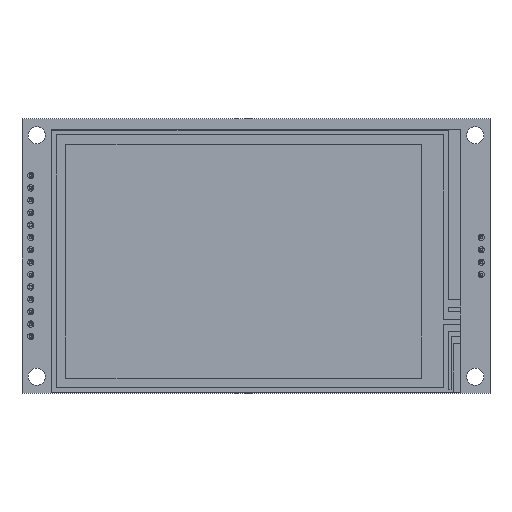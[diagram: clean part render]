
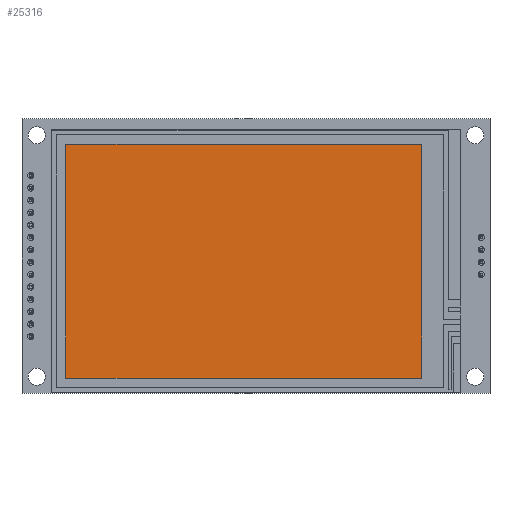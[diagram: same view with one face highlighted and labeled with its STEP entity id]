
A CAD part, top view. The second image highlights one B-rep face of the part: STEP entity #25316.
In plain terms, the highlighted planar face has unit normal (0, 0, 1).
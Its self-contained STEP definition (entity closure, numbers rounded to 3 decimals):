
#25280=AXIS2_PLACEMENT_3D('Plane Axis2P3D',#25277,#25278,#25279) ;
#25277=CARTESIAN_POINT('Axis2P3D Location',(0.,0.,3.2)) ;
#25282=CARTESIAN_POINT('Line Origine',(44.5,51.,3.2)) ;
#25286=CARTESIAN_POINT('Vertex',(81.,51.,3.2)) ;
#25288=CARTESIAN_POINT('Vertex',(8.,51.,3.2)) ;
#25291=CARTESIAN_POINT('Line Origine',(8.,27.,3.2)) ;
#25295=CARTESIAN_POINT('Vertex',(8.,3.,3.2)) ;
#25298=CARTESIAN_POINT('Line Origine',(44.5,3.,3.2)) ;
#25302=CARTESIAN_POINT('Vertex',(81.,3.,3.2)) ;
#25305=CARTESIAN_POINT('Line Origine',(81.,27.,3.2)) ;
#25278=DIRECTION('Axis2P3D Direction',(0.,0.,1.)) ;
#25279=DIRECTION('Axis2P3D XDirection',(1.,0.,0.)) ;
#25283=DIRECTION('Vector Direction',(-1.,0.,0.)) ;
#25292=DIRECTION('Vector Direction',(0.,-1.,0.)) ;
#25299=DIRECTION('Vector Direction',(1.,0.,0.)) ;
#25306=DIRECTION('Vector Direction',(0.,1.,0.)) ;
#25284=VECTOR('Line Direction',#25283,1.) ;
#25293=VECTOR('Line Direction',#25292,1.) ;
#25300=VECTOR('Line Direction',#25299,1.) ;
#25307=VECTOR('Line Direction',#25306,1.) ;
#25311=ORIENTED_EDGE('',*,*,#25290,.T.) ;
#25312=ORIENTED_EDGE('',*,*,#25297,.T.) ;
#25313=ORIENTED_EDGE('',*,*,#25304,.T.) ;
#25314=ORIENTED_EDGE('',*,*,#25309,.T.) ;
#25316=ADVANCED_FACE('Touch2',(#25315),#25281,.T.) ;
#25290=EDGE_CURVE('',#25287,#25289,#25285,.T.) ;
#25297=EDGE_CURVE('',#25289,#25296,#25294,.T.) ;
#25304=EDGE_CURVE('',#25296,#25303,#25301,.T.) ;
#25309=EDGE_CURVE('',#25303,#25287,#25308,.T.) ;
#25310=EDGE_LOOP('',(#25311,#25312,#25313,#25314)) ;
#25315=FACE_OUTER_BOUND('',#25310,.T.) ;
#25285=LINE('Line',#25282,#25284) ;
#25294=LINE('Line',#25291,#25293) ;
#25301=LINE('Line',#25298,#25300) ;
#25308=LINE('Line',#25305,#25307) ;
#25281=PLANE('',#25280) ;
#25287=VERTEX_POINT('',#25286) ;
#25289=VERTEX_POINT('',#25288) ;
#25296=VERTEX_POINT('',#25295) ;
#25303=VERTEX_POINT('',#25302) ;
